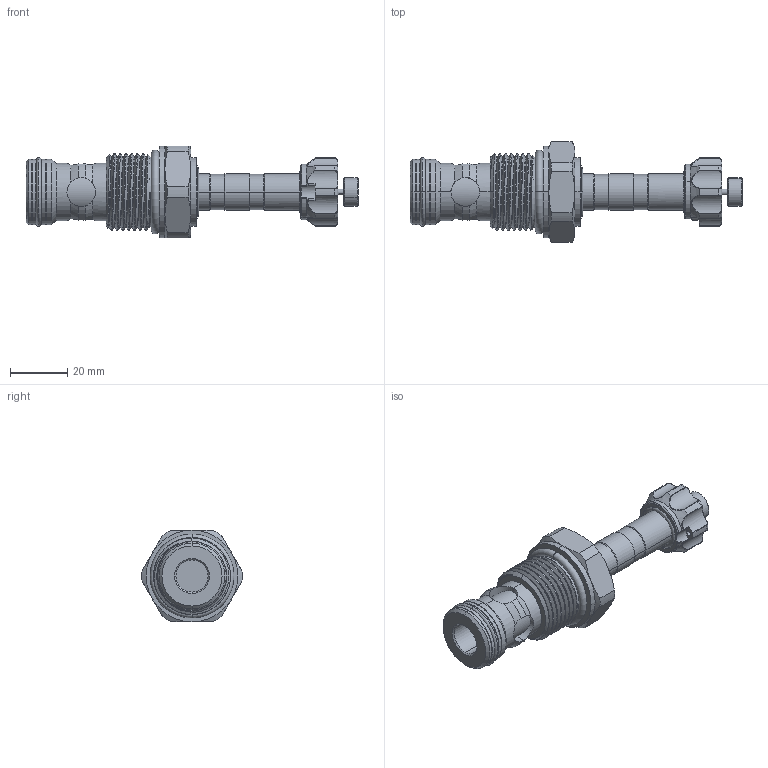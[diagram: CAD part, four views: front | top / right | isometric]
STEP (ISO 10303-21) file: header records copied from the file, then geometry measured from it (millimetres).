
FILE_DESCRIPTION (( 'STEP AP203' ), '1' );
FILE_NAME ('EP27M2A06P05.STEP', '2020-05-13T05:17:37', ( '' ), ( '' ), 'SwSTEP 2.0', 'SolidWorks 2018', '' );
FILE_SCHEMA (( 'CONFIG_CONTROL_DESIGN' ));
Length unit declared in the file: millimetre
Products named in the file (1): EP27M2A06P05
Bounding box: 115.95 x 35.08 x 32 mm (x, y, z)
Volume: 38076.6 mm3; surface area: 13089.2 mm2
Topology: 5 solids, 5 shells, 297 faces, 710 edges, 432 vertices
Faces by surface type: cylinder 138, cone 57, bspline 37, torus 35, plane 30
Entity records: 13446 total; most frequent: CARTESIAN_POINT 6862, ORIENTED_EDGE 1416, DIRECTION 1321, EDGE_CURVE 708, AXIS2_PLACEMENT_3D 573, VERTEX_POINT 432, EDGE_LOOP 318, CIRCLE 312
